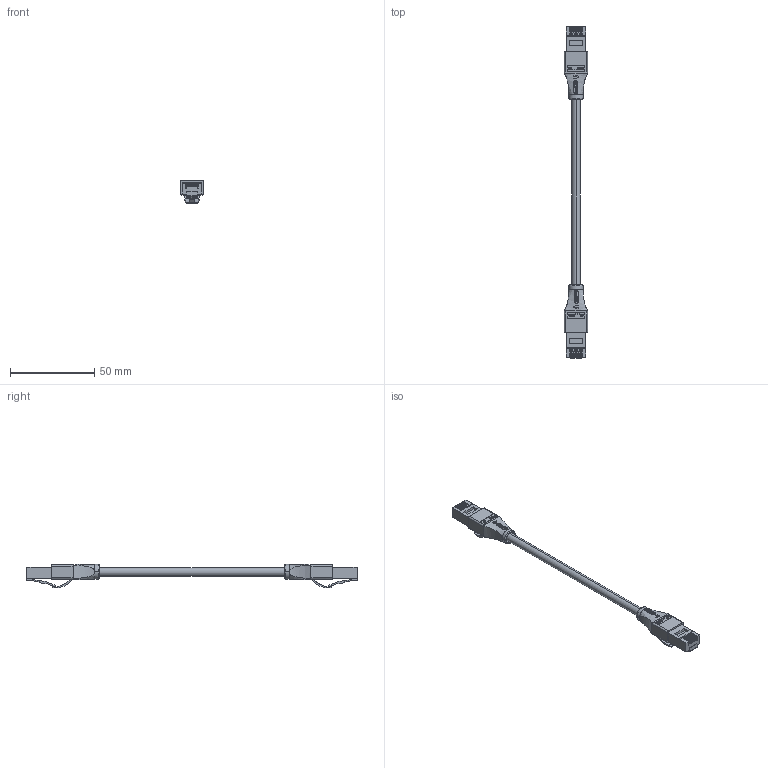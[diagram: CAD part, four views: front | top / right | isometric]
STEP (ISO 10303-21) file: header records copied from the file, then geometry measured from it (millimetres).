
FILE_DESCRIPTION (( 'STEP AP214' ), '1' );
FILE_NAME ('TRD877HF.STEP', '2009-12-16T17:12:07', ( 'Windows XP Mode' ), ( '' ), 'SwSTEP 2.0', 'SolidWorks 2008', '' );
FILE_SCHEMA (( 'AUTOMOTIVE_DESIGN' ));
Length unit declared in the file: inch
Products named in the file (4): 1AD03-006_with increased latch height; 1AL08-251; 1AY01-034_raised logo; TRD877HF
Assembly tree (5 placements, depth 2):
  TRD877HF
    1AD03-006_with increased latch height  x2
    1AL08-251
    1AY01-034_raised logo  x2
Bounding box: 13.67 x 196.9 x 14.16 mm (x, y, z)
Volume: 9005.5 mm3; surface area: 10226.4 mm2
Topology: 7 solids, 7 shells, 2206 faces, 6316 edges, 4186 vertices
Faces by surface type: plane 1896, cylinder 154, bspline 136, sphere 12, torus 8
Entity records: 43689 total; most frequent: CARTESIAN_POINT 15882, ORIENTED_EDGE 6306, DIRECTION 3773, EDGE_CURVE 3153, VERTEX_POINT 2094, B_SPLINE_CURVE_WITH_KNOTS 1604, VECTOR 1395, LINE 1395
